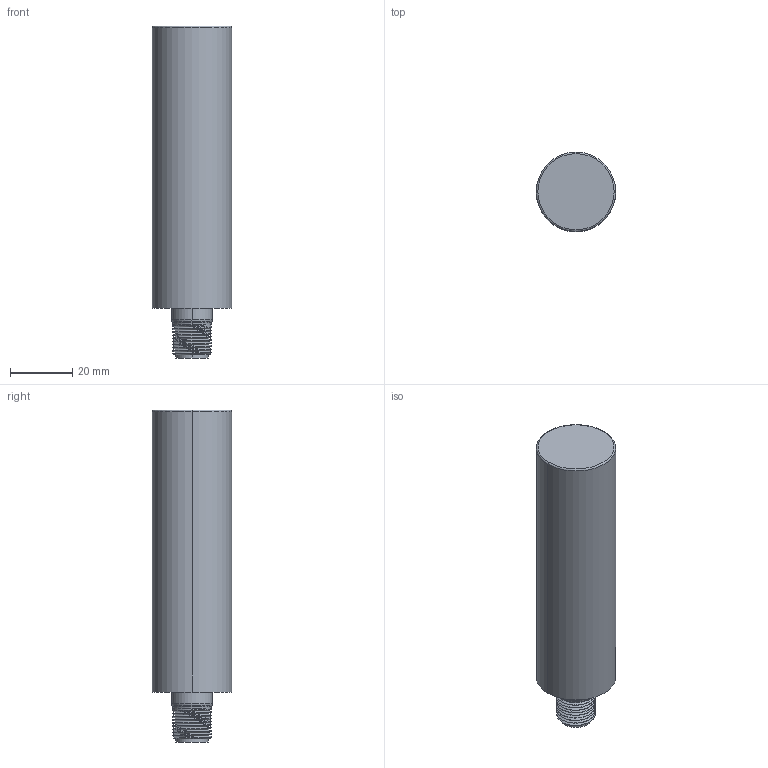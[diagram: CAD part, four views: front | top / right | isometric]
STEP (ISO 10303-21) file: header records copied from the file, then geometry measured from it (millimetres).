
FILE_DESCRIPTION((''),'2;1');
FILE_NAME('141530_SW','2008-07-16T',('banengservice'),('BANNER ENGINEERING'),'PRO/ENGINEER BY PARAMETRIC TECHNOLOGY CORPORATION, 2006170','PRO/ENGINEER BY PARAMETRIC TECHNOLOGY CORPORATION, 2006170','');
FILE_SCHEMA(('CONFIG_CONTROL_DESIGN'));
Length unit declared in the file: inch
Products named in the file (1): 141530_SW
Bounding box: 25.4 x 25.4 x 106.3 mm (x, y, z)
Volume: 47139.7 mm3; surface area: 9409.7 mm2
Topology: 1 solids, 1 shells, 72 faces, 166 edges, 103 vertices
Faces by surface type: cylinder 34, bspline 16, plane 13, torus 6, cone 3
Entity records: 5583 total; most frequent: CARTESIAN_POINT 4004, ORIENTED_EDGE 332, DIRECTION 296, EDGE_CURVE 166, AXIS2_PLACEMENT_3D 122, VERTEX_POINT 103, EDGE_LOOP 79, FACE_OUTER_BOUND 72
